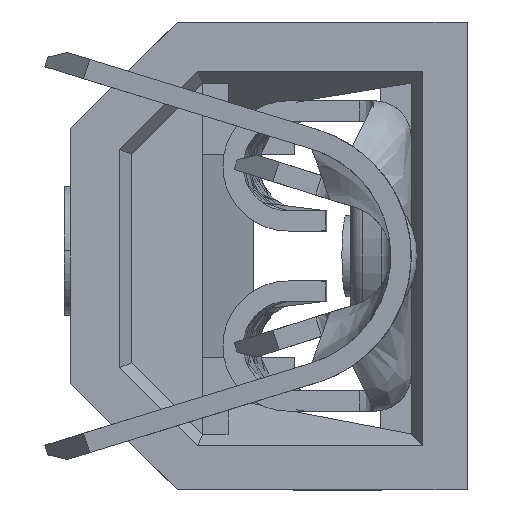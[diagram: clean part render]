
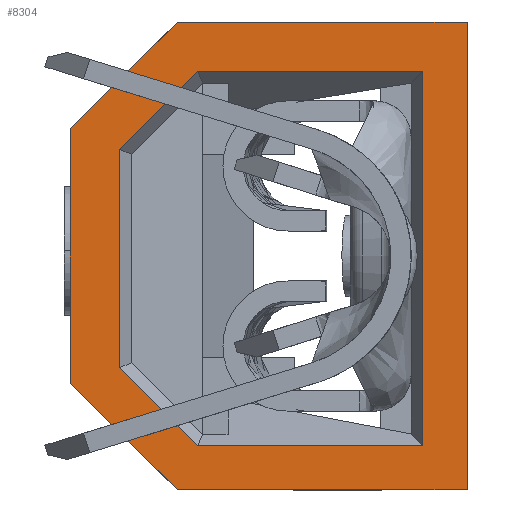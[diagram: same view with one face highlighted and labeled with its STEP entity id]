
A CAD part, left-side view. The second image highlights one B-rep face of the part: STEP entity #8304.
In plain terms, the highlighted face is planar.
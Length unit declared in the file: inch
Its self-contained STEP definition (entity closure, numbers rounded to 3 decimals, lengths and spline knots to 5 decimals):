
#3 = EDGE_CURVE ( 'NONE', #1318, #14927, #2589, .T. ) ;
#137 = LINE ( 'NONE', #2568, #10089 ) ;
#150 = CARTESIAN_POINT ( 'NONE',  ( 0.82, 0., 0.115 ) ) ;
#248 = DIRECTION ( 'NONE',  ( 0., -1., 0. ) ) ;
#347 = ORIENTED_EDGE ( 'NONE', *, *, #4910, .T. ) ;
#798 = LINE ( 'NONE', #10318, #13469 ) ;
#866 = VERTEX_POINT ( 'NONE', #11401 ) ;
#1017 = VECTOR ( 'NONE', #9435, 39.37008 ) ;
#1154 = CARTESIAN_POINT ( 'NONE',  ( 0.82, 0., -0.115 ) ) ;
#1318 = VERTEX_POINT ( 'NONE', #150 ) ;
#1332 = VECTOR ( 'NONE', #14740, 39.37008 ) ;
#1626 = CARTESIAN_POINT ( 'NONE',  ( 0.82, 0.02173, 0.09327 ) ) ;
#1926 = VECTOR ( 'NONE', #2820, 39.37008 ) ;
#2085 = EDGE_CURVE ( 'NONE', #9731, #5407, #7291, .T. ) ;
#2233 = CARTESIAN_POINT ( 'NONE',  ( 0.82, 0.195, 0.115 ) ) ;
#2294 = CARTESIAN_POINT ( 'NONE',  ( 0.82, 0.17077, 0.05489 ) ) ;
#2300 = LINE ( 'NONE', #1626, #1926 ) ;
#2343 = VECTOR ( 'NONE', #6034, 39.37008 ) ;
#2387 = ORIENTED_EDGE ( 'NONE', *, *, #7396, .F. ) ;
#2392 = VERTEX_POINT ( 'NONE', #7415 ) ;
#2446 = CARTESIAN_POINT ( 'NONE',  ( 0.82, 0., 0.115 ) ) ;
#2568 = CARTESIAN_POINT ( 'NONE',  ( 0.82, 0.17077, -0.05239 ) ) ;
#2589 = LINE ( 'NONE', #2446, #14847 ) ;
#2637 = EDGE_CURVE ( 'NONE', #14927, #866, #12588, .T. ) ;
#2820 = DIRECTION ( 'NONE',  ( 0., 1., 0. ) ) ;
#2951 = LINE ( 'NONE', #7500, #12440 ) ;
#3149 = DIRECTION ( 'NONE',  ( 0., 1., 0. ) ) ;
#3158 = CARTESIAN_POINT ( 'NONE',  ( 0.82, 0.195, 0.0625 ) ) ;
#3433 = VERTEX_POINT ( 'NONE', #7903 ) ;
#3854 = VECTOR ( 'NONE', #5375, 39.37008 ) ;
#3993 = ORIENTED_EDGE ( 'NONE', *, *, #11517, .T. ) ;
#4030 = CARTESIAN_POINT ( 'NONE',  ( 0.82, 0.13239, 0.09327 ) ) ;
#4051 = VECTOR ( 'NONE', #15036, 39.37008 ) ;
#4149 = CARTESIAN_POINT ( 'NONE',  ( 0.82, 0.02173, 0.10193 ) ) ;
#4250 = DIRECTION ( 'NONE',  ( 0., 0.707, -0.707 ) ) ;
#4528 = ORIENTED_EDGE ( 'NONE', *, *, #15178, .F. ) ;
#4531 = LINE ( 'NONE', #11203, #1332 ) ;
#4790 = CARTESIAN_POINT ( 'NONE',  ( 0.82, 0.17077, 0.05489 ) ) ;
#4910 = EDGE_CURVE ( 'NONE', #13368, #3433, #5595, .T. ) ;
#5191 = ORIENTED_EDGE ( 'NONE', *, *, #7233, .T. ) ;
#5375 = DIRECTION ( 'NONE',  ( 0., 0., -1. ) ) ;
#5407 = VERTEX_POINT ( 'NONE', #5747 ) ;
#5498 = DIRECTION ( 'NONE',  ( 0., 0., -1. ) ) ;
#5542 = VERTEX_POINT ( 'NONE', #12068 ) ;
#5595 = LINE ( 'NONE', #4790, #2343 ) ;
#5678 = DIRECTION ( 'NONE',  ( -1., 0., 0. ) ) ;
#5747 = CARTESIAN_POINT ( 'NONE',  ( 0.82, 0.195, 0.0625 ) ) ;
#6034 = DIRECTION ( 'NONE',  ( 0., 0., -1. ) ) ;
#6093 = EDGE_LOOP ( 'NONE', ( #15273, #11518, #7463, #11983, #2387, #7061 ) ) ;
#6096 = FACE_OUTER_BOUND ( 'NONE', #6093, .T. ) ;
#6281 = EDGE_CURVE ( 'NONE', #5407, #9294, #10921, .T. ) ;
#6349 = VECTOR ( 'NONE', #10495, 39.37008 ) ;
#7061 = ORIENTED_EDGE ( 'NONE', *, *, #3, .T. ) ;
#7233 = EDGE_CURVE ( 'NONE', #2392, #7671, #2300, .T. ) ;
#7278 = LINE ( 'NONE', #13742, #10406 ) ;
#7291 = LINE ( 'NONE', #3158, #4051 ) ;
#7396 = EDGE_CURVE ( 'NONE', #1318, #9731, #798, .T. ) ;
#7415 = CARTESIAN_POINT ( 'NONE',  ( 0.82, 0.02173, 0.09327 ) ) ;
#7463 = ORIENTED_EDGE ( 'NONE', *, *, #6281, .F. ) ;
#7500 = CARTESIAN_POINT ( 'NONE',  ( 0.82, 0.13239, -0.09077 ) ) ;
#7671 = VERTEX_POINT ( 'NONE', #4030 ) ;
#7903 = CARTESIAN_POINT ( 'NONE',  ( 0.82, 0.17077, -0.05239 ) ) ;
#8021 = CARTESIAN_POINT ( 'NONE',  ( 0.82, 0.195, 0.115 ) ) ;
#8304 = ADVANCED_FACE ( 'NONE', ( #15109, #6096 ), #11553, .F. ) ;
#8917 = CARTESIAN_POINT ( 'NONE',  ( 0.82, 0.195, -0.0625 ) ) ;
#9290 = EDGE_CURVE ( 'NONE', #9294, #866, #4531, .T. ) ;
#9294 = VERTEX_POINT ( 'NONE', #8917 ) ;
#9314 = CARTESIAN_POINT ( 'NONE',  ( 0.82, 0.195, -0.115 ) ) ;
#9344 = ORIENTED_EDGE ( 'NONE', *, *, #11455, .T. ) ;
#9435 = DIRECTION ( 'NONE',  ( 0., 0., -1. ) ) ;
#9731 = VERTEX_POINT ( 'NONE', #14169 ) ;
#9858 = LINE ( 'NONE', #4149, #3854 ) ;
#10089 = VECTOR ( 'NONE', #10917, 39.37008 ) ;
#10318 = CARTESIAN_POINT ( 'NONE',  ( 0.82, 0.195, 0.115 ) ) ;
#10406 = VECTOR ( 'NONE', #4250, 39.37008 ) ;
#10495 = DIRECTION ( 'NONE',  ( 0., 1., 0. ) ) ;
#10917 = DIRECTION ( 'NONE',  ( 0., -0.707, -0.707 ) ) ;
#10921 = LINE ( 'NONE', #2233, #1017 ) ;
#11087 = EDGE_LOOP ( 'NONE', ( #4528, #5191, #13969, #347, #9344, #3993 ) ) ;
#11203 = CARTESIAN_POINT ( 'NONE',  ( 0.82, 0.195, -0.0625 ) ) ;
#11401 = CARTESIAN_POINT ( 'NONE',  ( 0.82, 0.1425, -0.115 ) ) ;
#11455 = EDGE_CURVE ( 'NONE', #3433, #5542, #137, .T. ) ;
#11517 = EDGE_CURVE ( 'NONE', #5542, #11809, #2951, .T. ) ;
#11518 = ORIENTED_EDGE ( 'NONE', *, *, #9290, .F. ) ;
#11553 = PLANE ( 'NONE',  #14056 ) ;
#11809 = VERTEX_POINT ( 'NONE', #14159 ) ;
#11983 = ORIENTED_EDGE ( 'NONE', *, *, #2085, .F. ) ;
#12068 = CARTESIAN_POINT ( 'NONE',  ( 0.82, 0.13239, -0.09077 ) ) ;
#12440 = VECTOR ( 'NONE', #248, 39.37008 ) ;
#12588 = LINE ( 'NONE', #9314, #6349 ) ;
#13368 = VERTEX_POINT ( 'NONE', #2294 ) ;
#13469 = VECTOR ( 'NONE', #3149, 39.37008 ) ;
#13726 = EDGE_CURVE ( 'NONE', #7671, #13368, #7278, .T. ) ;
#13742 = CARTESIAN_POINT ( 'NONE',  ( 0.82, 0.13239, 0.09327 ) ) ;
#13922 = DIRECTION ( 'NONE',  ( 0., 0., 1. ) ) ;
#13969 = ORIENTED_EDGE ( 'NONE', *, *, #13726, .T. ) ;
#14056 = AXIS2_PLACEMENT_3D ( 'NONE', #8021, #5678, #13922 ) ;
#14159 = CARTESIAN_POINT ( 'NONE',  ( 0.82, 0.02173, -0.09077 ) ) ;
#14169 = CARTESIAN_POINT ( 'NONE',  ( 0.82, 0.1425, 0.115 ) ) ;
#14740 = DIRECTION ( 'NONE',  ( 0., -0.707, -0.707 ) ) ;
#14847 = VECTOR ( 'NONE', #5498, 39.37008 ) ;
#14927 = VERTEX_POINT ( 'NONE', #1154 ) ;
#15036 = DIRECTION ( 'NONE',  ( 0., 0.707, -0.707 ) ) ;
#15109 = FACE_BOUND ( 'NONE', #11087, .T. ) ;
#15178 = EDGE_CURVE ( 'NONE', #2392, #11809, #9858, .T. ) ;
#15273 = ORIENTED_EDGE ( 'NONE', *, *, #2637, .T. ) ;
